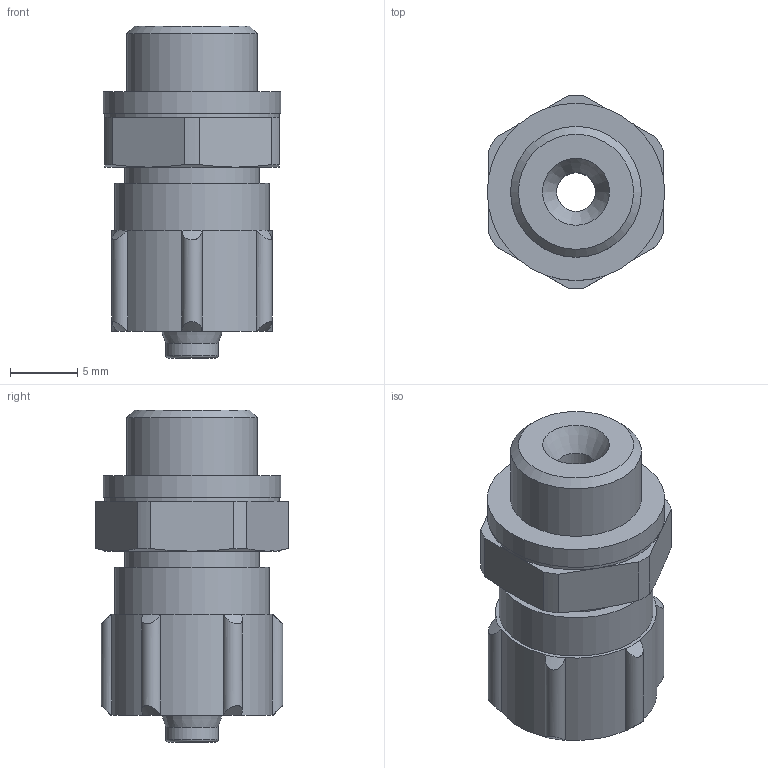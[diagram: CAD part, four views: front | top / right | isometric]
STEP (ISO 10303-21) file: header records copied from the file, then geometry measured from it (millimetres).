
FILE_DESCRIPTION(/* description */ ('STEP AP214'),/* implementation_level */ '2;1');
FILE_NAME(/* name */ '2027_CK-1_8-PK-4',/* time_stamp */ '2024-08-05T17:31:34+02:00',/* author */ ('License CC BY-ND 4.0'),/* organization */ ('CADENAS'),/* preprocessor_version */ 'ST-DEVELOPER v19.3',/* originating_system */ 'PARTsolutions',/* authorisation */ ' ');
FILE_SCHEMA (('AUTOMOTIVE_DESIGN {1 0 10303 214 3 1 1}'));
Length unit declared in the file: millimetre
Products named in the file (1): 2027 CK-1/8-PK-4
Bounding box: 13.2 x 14.39 x 24.7 mm (x, y, z)
Volume: 2174 mm3; surface area: 1716.5 mm2
Topology: 1 solids, 1 shells, 73 faces, 173 edges, 109 vertices
Faces by surface type: cylinder 28, cone 22, plane 21, torus 2
Full cylindrical faces by diameter (mm): 2.9 x1, 3.9 x1, 4.8 x1, 6.2 x1, 8.917 x1, 9.728 x1, 10 x1, 11.5 x1, 13 x1, 13.2 x1
Entity records: 2655 total; most frequent: CARTESIAN_POINT 468, DIRECTION 374, ORIENTED_EDGE 310, AXIS2_PLACEMENT_3D 169, EDGE_CURVE 155, VERTEX_POINT 107, EDGE_LOOP 98, FACE_BOUND 98
